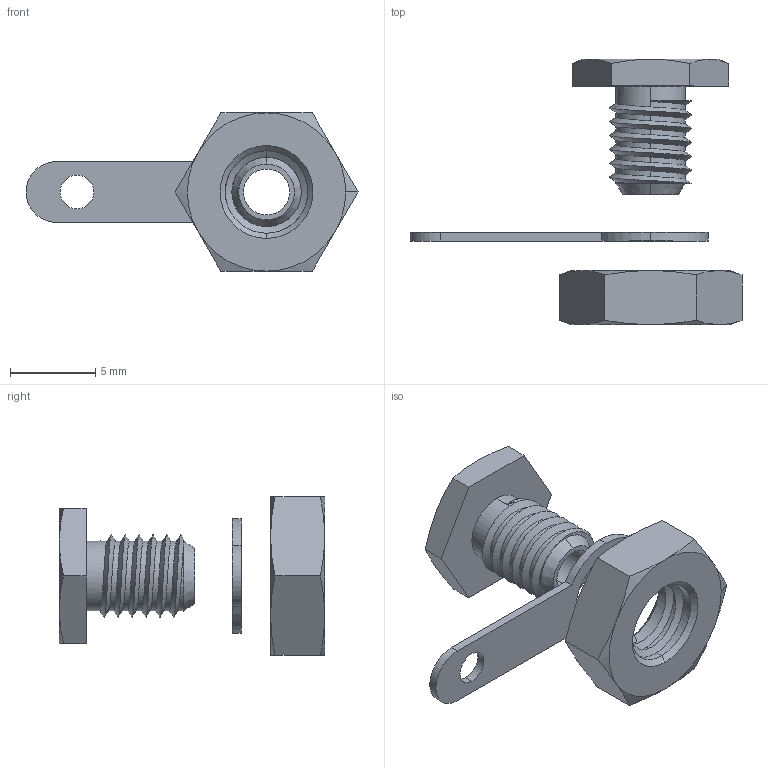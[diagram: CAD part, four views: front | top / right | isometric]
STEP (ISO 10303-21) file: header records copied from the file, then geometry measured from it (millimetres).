
FILE_DESCRIPTION (( 'STEP AP214' ), '1' );
FILE_NAME ('6090.STEP', '2016-08-15T15:58:21', ( '' ), ( '' ), 'SwSTEP 2.0', 'SolidWorks 2013', '' );
FILE_SCHEMA (( 'AUTOMOTIVE_DESIGN' ));
Length unit declared in the file: inch
Products named in the file (1): 6090
Bounding box: 19.44 x 15.55 x 9.27 mm (x, y, z)
Volume: 325.8 mm3; surface area: 719.6 mm2
Topology: 3 solids, 3 shells, 89 faces, 212 edges, 130 vertices
Faces by surface type: cylinder 31, cone 28, plane 26, bspline 4
Entity records: 4798 total; most frequent: CARTESIAN_POINT 1666, ORIENTED_EDGE 424, DIRECTION 367, EDGE_CURVE 212, AXIS2_PLACEMENT_3D 146, VERTEX_POINT 130, EDGE_LOOP 98, UNCERTAINTY_MEASURE_WITH_UNIT 94
